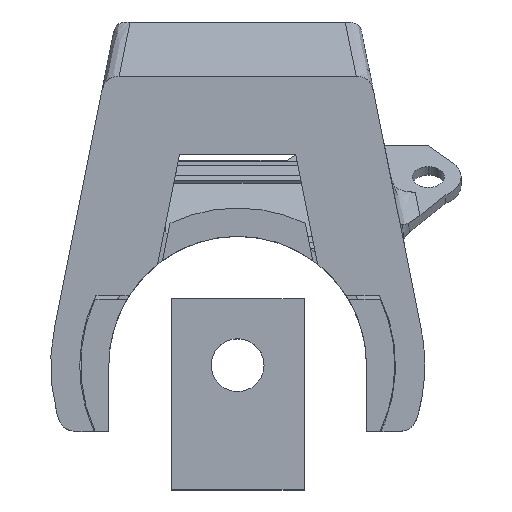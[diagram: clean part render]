
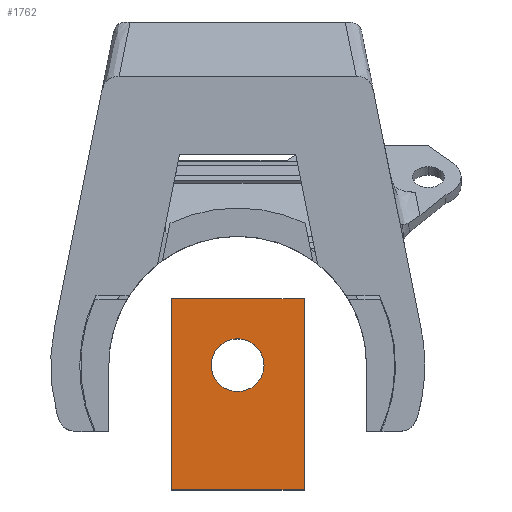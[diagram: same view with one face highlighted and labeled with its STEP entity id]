
A CAD part, top view. The second image highlights one B-rep face of the part: STEP entity #1762.
In plain terms, the highlighted planar face has unit normal (0, 0, 1).
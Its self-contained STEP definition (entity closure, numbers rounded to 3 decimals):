
#28 = AXIS2_PLACEMENT_3D ( 'NONE', #2860, #7138, #582 ) ;
#207 = VERTEX_POINT ( 'NONE', #3339 ) ;
#353 = VERTEX_POINT ( 'NONE', #2243 ) ;
#523 = VECTOR ( 'NONE', #6849, 1000. ) ;
#582 = DIRECTION ( 'NONE',  ( 1., 0., 0. ) ) ;
#621 = CARTESIAN_POINT ( 'NONE',  ( 0., 8., 2. ) ) ;
#702 = DIRECTION ( 'NONE',  ( 1., 0., 0. ) ) ;
#859 = ORIENTED_EDGE ( 'NONE', *, *, #3258, .F. ) ;
#1010 = CARTESIAN_POINT ( 'NONE',  ( 8., 0., 2. ) ) ;
#1236 = EDGE_CURVE ( 'NONE', #6737, #353, #1834, .T. ) ;
#1259 = DIRECTION ( 'NONE',  ( 0., 0., 1. ) ) ;
#1728 = DIRECTION ( 'NONE',  ( 1., 0., 0. ) ) ;
#1762 = ADVANCED_FACE ( 'NONE', ( #3019, #6011 ), #3062, .T. ) ;
#1809 = CARTESIAN_POINT ( 'NONE',  ( -8., 0., 2. ) ) ;
#1834 = CIRCLE ( 'NONE', #7002, 3.176 ) ;
#1897 = CARTESIAN_POINT ( 'NONE',  ( 0., 0., 2. ) ) ;
#2090 = CARTESIAN_POINT ( 'NONE',  ( 3.176, 0., 2. ) ) ;
#2243 = CARTESIAN_POINT ( 'NONE',  ( -3.176, 0., 2. ) ) ;
#2433 = CARTESIAN_POINT ( 'NONE',  ( -8., -15., 2. ) ) ;
#2654 = CARTESIAN_POINT ( 'NONE',  ( 8., 8., 2. ) ) ;
#2667 = ORIENTED_EDGE ( 'NONE', *, *, #7555, .F. ) ;
#2860 = CARTESIAN_POINT ( 'NONE',  ( 0., 0., 2. ) ) ;
#3019 = FACE_BOUND ( 'NONE', #6335, .T. ) ;
#3030 = LINE ( 'NONE', #6587, #6204 ) ;
#3062 = PLANE ( 'NONE',  #7324 ) ;
#3258 = EDGE_CURVE ( 'NONE', #353, #6737, #3427, .T. ) ;
#3302 = EDGE_CURVE ( 'NONE', #207, #6224, #3616, .T. ) ;
#3339 = CARTESIAN_POINT ( 'NONE',  ( -8., 8., 2. ) ) ;
#3427 = CIRCLE ( 'NONE', #28, 3.176 ) ;
#3616 = LINE ( 'NONE', #1809, #4044 ) ;
#3651 = CARTESIAN_POINT ( 'NONE',  ( 0., 0., 2. ) ) ;
#3996 = LINE ( 'NONE', #1010, #523 ) ;
#4044 = VECTOR ( 'NONE', #4205, 1000. ) ;
#4205 = DIRECTION ( 'NONE',  ( 0., -1., 0. ) ) ;
#4339 = VECTOR ( 'NONE', #1728, 1000. ) ;
#4371 = ORIENTED_EDGE ( 'NONE', *, *, #4708, .T. ) ;
#4708 = EDGE_CURVE ( 'NONE', #6224, #7617, #3030, .T. ) ;
#5112 = ORIENTED_EDGE ( 'NONE', *, *, #7253, .F. ) ;
#5400 = DIRECTION ( 'NONE',  ( 0., 0., 1. ) ) ;
#5427 = ORIENTED_EDGE ( 'NONE', *, *, #3302, .T. ) ;
#5856 = ORIENTED_EDGE ( 'NONE', *, *, #1236, .F. ) ;
#5879 = CARTESIAN_POINT ( 'NONE',  ( 8., -15., 2. ) ) ;
#6011 = FACE_OUTER_BOUND ( 'NONE', #6413, .T. ) ;
#6204 = VECTOR ( 'NONE', #7187, 1000. ) ;
#6224 = VERTEX_POINT ( 'NONE', #2433 ) ;
#6335 = EDGE_LOOP ( 'NONE', ( #5856, #859 ) ) ;
#6413 = EDGE_LOOP ( 'NONE', ( #2667, #5112, #5427, #4371 ) ) ;
#6587 = CARTESIAN_POINT ( 'NONE',  ( 0., -15., 2. ) ) ;
#6674 = DIRECTION ( 'NONE',  ( 1., 0., 0. ) ) ;
#6737 = VERTEX_POINT ( 'NONE', #2090 ) ;
#6849 = DIRECTION ( 'NONE',  ( 0., -1., 0. ) ) ;
#7002 = AXIS2_PLACEMENT_3D ( 'NONE', #1897, #5400, #6674 ) ;
#7138 = DIRECTION ( 'NONE',  ( 0., 0., 1. ) ) ;
#7187 = DIRECTION ( 'NONE',  ( 1., 0., 0. ) ) ;
#7253 = EDGE_CURVE ( 'NONE', #207, #7448, #7808, .T. ) ;
#7324 = AXIS2_PLACEMENT_3D ( 'NONE', #3651, #1259, #702 ) ;
#7448 = VERTEX_POINT ( 'NONE', #2654 ) ;
#7555 = EDGE_CURVE ( 'NONE', #7448, #7617, #3996, .T. ) ;
#7617 = VERTEX_POINT ( 'NONE', #5879 ) ;
#7808 = LINE ( 'NONE', #621, #4339 ) ;
